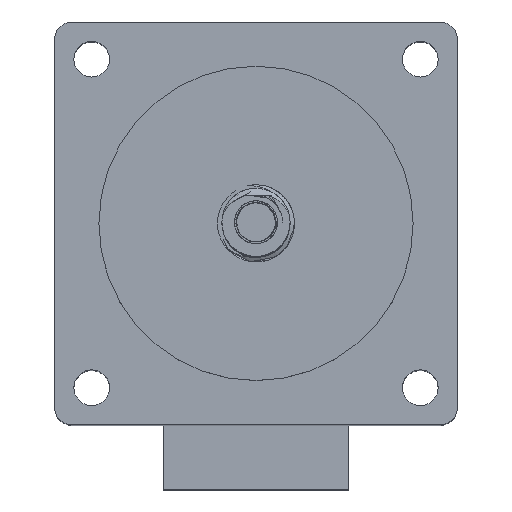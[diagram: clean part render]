
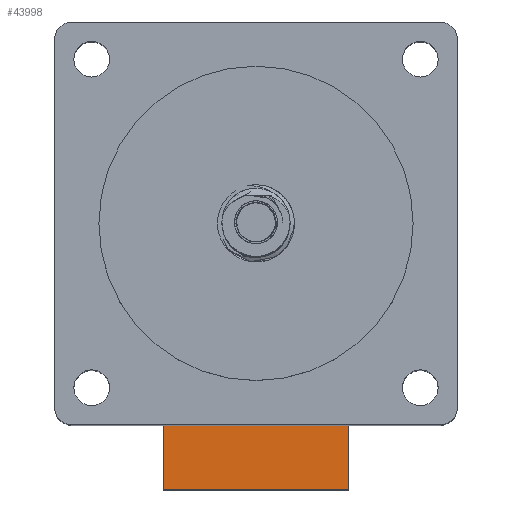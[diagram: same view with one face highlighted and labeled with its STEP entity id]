
A CAD part, top view. The second image highlights one B-rep face of the part: STEP entity #43998.
In plain terms, the highlighted planar face has unit normal (0, 0, 1).
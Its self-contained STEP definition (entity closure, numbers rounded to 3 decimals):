
#39307 = PLANE('',#39308);
#39308 = AXIS2_PLACEMENT_3D('',#39309,#39310,#39311);
#39309 = CARTESIAN_POINT('',(-12.85,-14.1,34.));
#39310 = DIRECTION('',(0.,1.,0.));
#39311 = DIRECTION('',(0.,0.,1.));
#39886 = PLANE('',#39887);
#39887 = AXIS2_PLACEMENT_3D('',#39888,#39889,#39890);
#39888 = CARTESIAN_POINT('',(6.5,-18.6,0.));
#39889 = DIRECTION('',(-1.,0.,0.));
#39890 = DIRECTION('',(0.,0.,1.));
#39914 = PLANE('',#39915);
#39915 = AXIS2_PLACEMENT_3D('',#39916,#39917,#39918);
#39916 = CARTESIAN_POINT('',(-6.5,-18.6,8.));
#39917 = DIRECTION('',(0.,1.,0.));
#39918 = DIRECTION('',(0.,0.,1.));
#39940 = PLANE('',#39941);
#39941 = AXIS2_PLACEMENT_3D('',#39942,#39943,#39944);
#39942 = CARTESIAN_POINT('',(-6.5,-18.6,0.));
#39943 = DIRECTION('',(1.,0.,0.));
#39944 = DIRECTION('',(0.,0.,-1.));
#42406 = VERTEX_POINT('',#42407);
#42407 = CARTESIAN_POINT('',(-6.5,-14.1,8.));
#42428 = EDGE_CURVE('',#42429,#42406,#42431,.T.);
#42429 = VERTEX_POINT('',#42430);
#42430 = CARTESIAN_POINT('',(6.5,-14.1,8.));
#42431 = SURFACE_CURVE('',#42432,(#42436,#42443),.PCURVE_S1.);
#42432 = LINE('',#42433,#42434);
#42433 = CARTESIAN_POINT('',(-6.5,-14.1,8.));
#42434 = VECTOR('',#42435,1.);
#42435 = DIRECTION('',(-1.,0.,0.));
#42436 = PCURVE('',#39307,#42437);
#42437 = DEFINITIONAL_REPRESENTATION('',(#42438),#42442);
#42438 = LINE('',#42439,#42440);
#42439 = CARTESIAN_POINT('',(-26.,6.35));
#42440 = VECTOR('',#42441,1.);
#42441 = DIRECTION('',(0.,-1.));
#42442 = ( GEOMETRIC_REPRESENTATION_CONTEXT(2) 
PARAMETRIC_REPRESENTATION_CONTEXT() REPRESENTATION_CONTEXT('2D SPACE',''
  ) );
#42443 = PCURVE('',#42444,#42449);
#42444 = PLANE('',#42445);
#42445 = AXIS2_PLACEMENT_3D('',#42446,#42447,#42448);
#42446 = CARTESIAN_POINT('',(-6.5,-18.6,8.));
#42447 = DIRECTION('',(0.,0.,-1.));
#42448 = DIRECTION('',(-1.,0.,0.));
#42449 = DEFINITIONAL_REPRESENTATION('',(#42450),#42454);
#42450 = LINE('',#42451,#42452);
#42451 = CARTESIAN_POINT('',(0.,4.5));
#42452 = VECTOR('',#42453,1.);
#42453 = DIRECTION('',(1.,0.));
#42454 = ( GEOMETRIC_REPRESENTATION_CONTEXT(2) 
PARAMETRIC_REPRESENTATION_CONTEXT() REPRESENTATION_CONTEXT('2D SPACE',''
  ) );
#43907 = VERTEX_POINT('',#43908);
#43908 = CARTESIAN_POINT('',(-6.5,-18.6,8.));
#43929 = EDGE_CURVE('',#43907,#42406,#43930,.T.);
#43930 = SURFACE_CURVE('',#43931,(#43935,#43942),.PCURVE_S1.);
#43931 = LINE('',#43932,#43933);
#43932 = CARTESIAN_POINT('',(-6.5,-18.6,8.));
#43933 = VECTOR('',#43934,1.);
#43934 = DIRECTION('',(0.,1.,0.));
#43935 = PCURVE('',#39940,#43936);
#43936 = DEFINITIONAL_REPRESENTATION('',(#43937),#43941);
#43937 = LINE('',#43938,#43939);
#43938 = CARTESIAN_POINT('',(-8.,0.));
#43939 = VECTOR('',#43940,1.);
#43940 = DIRECTION('',(0.,1.));
#43941 = ( GEOMETRIC_REPRESENTATION_CONTEXT(2) 
PARAMETRIC_REPRESENTATION_CONTEXT() REPRESENTATION_CONTEXT('2D SPACE',''
  ) );
#43942 = PCURVE('',#42444,#43943);
#43943 = DEFINITIONAL_REPRESENTATION('',(#43944),#43948);
#43944 = LINE('',#43945,#43946);
#43945 = CARTESIAN_POINT('',(0.,0.));
#43946 = VECTOR('',#43947,1.);
#43947 = DIRECTION('',(0.,1.));
#43948 = ( GEOMETRIC_REPRESENTATION_CONTEXT(2) 
PARAMETRIC_REPRESENTATION_CONTEXT() REPRESENTATION_CONTEXT('2D SPACE',''
  ) );
#43954 = EDGE_CURVE('',#43955,#42429,#43957,.T.);
#43955 = VERTEX_POINT('',#43956);
#43956 = CARTESIAN_POINT('',(6.5,-18.6,8.));
#43957 = SURFACE_CURVE('',#43958,(#43962,#43969),.PCURVE_S1.);
#43958 = LINE('',#43959,#43960);
#43959 = CARTESIAN_POINT('',(6.5,-18.6,8.));
#43960 = VECTOR('',#43961,1.);
#43961 = DIRECTION('',(0.,1.,0.));
#43962 = PCURVE('',#39886,#43963);
#43963 = DEFINITIONAL_REPRESENTATION('',(#43964),#43968);
#43964 = LINE('',#43965,#43966);
#43965 = CARTESIAN_POINT('',(8.,0.));
#43966 = VECTOR('',#43967,1.);
#43967 = DIRECTION('',(0.,1.));
#43968 = ( GEOMETRIC_REPRESENTATION_CONTEXT(2) 
PARAMETRIC_REPRESENTATION_CONTEXT() REPRESENTATION_CONTEXT('2D SPACE',''
  ) );
#43969 = PCURVE('',#42444,#43970);
#43970 = DEFINITIONAL_REPRESENTATION('',(#43971),#43975);
#43971 = LINE('',#43972,#43973);
#43972 = CARTESIAN_POINT('',(-13.,0.));
#43973 = VECTOR('',#43974,1.);
#43974 = DIRECTION('',(0.,1.));
#43975 = ( GEOMETRIC_REPRESENTATION_CONTEXT(2) 
PARAMETRIC_REPRESENTATION_CONTEXT() REPRESENTATION_CONTEXT('2D SPACE',''
  ) );
#43998 = ADVANCED_FACE('',(#43999),#42444,.F.);
#43999 = FACE_BOUND('',#44000,.T.);
#44000 = EDGE_LOOP('',(#44001,#44002,#44003,#44024));
#44001 = ORIENTED_EDGE('',*,*,#42428,.T.);
#44002 = ORIENTED_EDGE('',*,*,#43929,.F.);
#44003 = ORIENTED_EDGE('',*,*,#44004,.F.);
#44004 = EDGE_CURVE('',#43955,#43907,#44005,.T.);
#44005 = SURFACE_CURVE('',#44006,(#44010,#44017),.PCURVE_S1.);
#44006 = LINE('',#44007,#44008);
#44007 = CARTESIAN_POINT('',(-6.5,-18.6,8.));
#44008 = VECTOR('',#44009,1.);
#44009 = DIRECTION('',(-1.,0.,0.));
#44010 = PCURVE('',#42444,#44011);
#44011 = DEFINITIONAL_REPRESENTATION('',(#44012),#44016);
#44012 = LINE('',#44013,#44014);
#44013 = CARTESIAN_POINT('',(0.,0.));
#44014 = VECTOR('',#44015,1.);
#44015 = DIRECTION('',(1.,0.));
#44016 = ( GEOMETRIC_REPRESENTATION_CONTEXT(2) 
PARAMETRIC_REPRESENTATION_CONTEXT() REPRESENTATION_CONTEXT('2D SPACE',''
  ) );
#44017 = PCURVE('',#39914,#44018);
#44018 = DEFINITIONAL_REPRESENTATION('',(#44019),#44023);
#44019 = LINE('',#44020,#44021);
#44020 = CARTESIAN_POINT('',(0.,0.));
#44021 = VECTOR('',#44022,1.);
#44022 = DIRECTION('',(0.,-1.));
#44023 = ( GEOMETRIC_REPRESENTATION_CONTEXT(2) 
PARAMETRIC_REPRESENTATION_CONTEXT() REPRESENTATION_CONTEXT('2D SPACE',''
  ) );
#44024 = ORIENTED_EDGE('',*,*,#43954,.T.);
